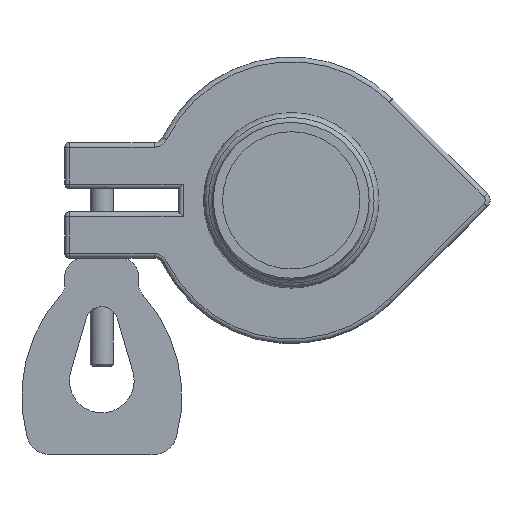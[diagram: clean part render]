
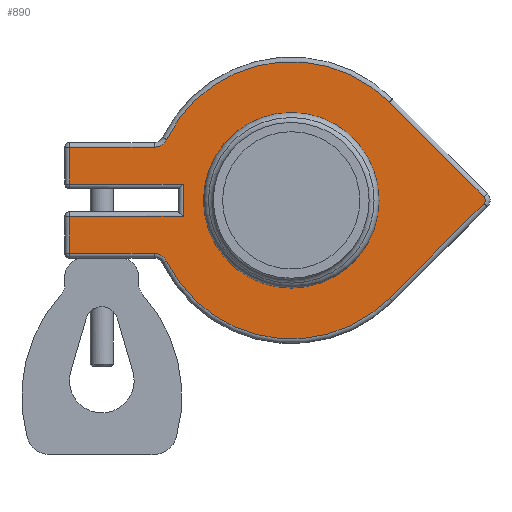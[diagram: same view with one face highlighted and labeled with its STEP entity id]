
A CAD part, front view. The second image highlights one B-rep face of the part: STEP entity #890.
In plain terms, the highlighted planar face has unit normal (0, -1, 0).
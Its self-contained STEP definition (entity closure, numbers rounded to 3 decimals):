
#188=CARTESIAN_POINT('',(-47.988,-9.0,3.5));
#189=VERTEX_POINT('',#188);
#207=CARTESIAN_POINT('',(-23.388,-9.0,3.5));
#208=VERTEX_POINT('',#207);
#216=CARTESIAN_POINT('',(-23.388,-9.0,3.5));
#217=DIRECTION('',(-1.0,0.0,0.0));
#218=VECTOR('',#217,24.6);
#219=LINE('',#216,#218);
#220=EDGE_CURVE('',#208,#189,#219,.T.);
#232=CARTESIAN_POINT('',(-47.988,-9.0,-3.5));
#233=VERTEX_POINT('',#232);
#241=CARTESIAN_POINT('',(-23.388,-9.0,-3.5));
#242=VERTEX_POINT('',#241);
#243=CARTESIAN_POINT('',(-47.988,-9.0,-3.5));
#244=DIRECTION('',(1.0,0.0,0.0));
#245=VECTOR('',#244,24.6);
#246=LINE('',#243,#245);
#247=EDGE_CURVE('',#233,#242,#246,.T.);
#279=CARTESIAN_POINT('',(-23.388,-9.0,-3.5));
#280=DIRECTION('',(0.0,0.0,1.0));
#281=VECTOR('',#280,7.0);
#282=LINE('',#279,#281);
#283=EDGE_CURVE('',#242,#208,#282,.T.);
#778=CARTESIAN_POINT('',(-5.396,-9.0,0.));
#779=DIRECTION('',(0.0,1.0,0.0));
#780=DIRECTION('',(0.0,0.0,1.0));
#781=AXIS2_PLACEMENT_3D('',#778,#779,#780);
#782=PLANE('',#781);
#783=ORIENTED_EDGE('',*,*,#247,.F.);
#784=CARTESIAN_POINT('',(-47.988,-9.0,-11.5));
#785=VERTEX_POINT('',#784);
#786=CARTESIAN_POINT('',(-47.988,-9.0,-11.5));
#787=DIRECTION('',(0.0,0.0,1.0));
#788=VECTOR('',#787,8.);
#789=LINE('',#786,#788);
#790=EDGE_CURVE('',#785,#233,#789,.T.);
#791=ORIENTED_EDGE('',*,*,#790,.F.);
#792=CARTESIAN_POINT('',(-29.644,-9.0,-11.5));
#793=VERTEX_POINT('',#792);
#794=CARTESIAN_POINT('',(-29.644,-9.0,-11.5));
#795=DIRECTION('',(-1.0,0.0,0.0));
#796=VECTOR('',#795,18.344);
#797=LINE('',#794,#796);
#798=EDGE_CURVE('',#793,#785,#797,.T.);
#799=ORIENTED_EDGE('',*,*,#798,.F.);
#800=CARTESIAN_POINT('',(-26.949,-9.0,-13.182));
#801=VERTEX_POINT('',#800);
#802=CARTESIAN_POINT('',(-29.644,-9.0,-14.5));
#803=DIRECTION('',(0.0,-1.0,0.0));
#804=DIRECTION('',(0.529,0.0,0.848));
#805=AXIS2_PLACEMENT_3D('',#802,#803,#804);
#806=CIRCLE('',#805,3.);
#807=EDGE_CURVE('',#801,#793,#806,.T.);
#808=ORIENTED_EDGE('',*,*,#807,.F.);
#809=CARTESIAN_POINT('',(21.213,-9.0,-21.213));
#810=VERTEX_POINT('',#809);
#811=CARTESIAN_POINT('',(0.0,-9.0,0.0));
#812=DIRECTION('',(0.0,1.0,0.0));
#813=DIRECTION('',(-0.164,0.0,-0.986));
#814=AXIS2_PLACEMENT_3D('',#811,#812,#813);
#815=CIRCLE('',#814,30.);
#816=EDGE_CURVE('',#810,#801,#815,.T.);
#817=ORIENTED_EDGE('',*,*,#816,.F.);
#818=CARTESIAN_POINT('',(41.719,-9.0,-0.707));
#819=VERTEX_POINT('',#818);
#820=CARTESIAN_POINT('',(41.719,-9.0,-0.707));
#821=DIRECTION('',(-0.707,0.0,-0.707));
#822=VECTOR('',#821,29.);
#823=LINE('',#820,#822);
#824=EDGE_CURVE('',#819,#810,#823,.T.);
#825=ORIENTED_EDGE('',*,*,#824,.F.);
#826=CARTESIAN_POINT('',(41.719,-9.0,0.707));
#827=VERTEX_POINT('',#826);
#828=CARTESIAN_POINT('',(41.012,-9.0,0.));
#829=DIRECTION('',(0.0,1.0,0.0));
#830=DIRECTION('',(1.0,0.0,0.0));
#831=AXIS2_PLACEMENT_3D('',#828,#829,#830);
#832=CIRCLE('',#831,1.);
#833=EDGE_CURVE('',#827,#819,#832,.T.);
#834=ORIENTED_EDGE('',*,*,#833,.F.);
#835=CARTESIAN_POINT('',(21.213,-9.0,21.213));
#836=VERTEX_POINT('',#835);
#837=CARTESIAN_POINT('',(21.213,-9.0,21.213));
#838=DIRECTION('',(0.707,0.0,-0.707));
#839=VECTOR('',#838,29.);
#840=LINE('',#837,#839);
#841=EDGE_CURVE('',#836,#827,#840,.T.);
#842=ORIENTED_EDGE('',*,*,#841,.F.);
#843=CARTESIAN_POINT('',(-26.949,-9.0,13.182));
#844=VERTEX_POINT('',#843);
#845=CARTESIAN_POINT('',(0.0,-9.0,0.0));
#846=DIRECTION('',(0.0,1.0,0.0));
#847=DIRECTION('',(-0.164,0.0,0.986));
#848=AXIS2_PLACEMENT_3D('',#845,#846,#847);
#849=CIRCLE('',#848,30.0);
#850=EDGE_CURVE('',#844,#836,#849,.T.);
#851=ORIENTED_EDGE('',*,*,#850,.F.);
#852=CARTESIAN_POINT('',(-29.644,-9.0,11.5));
#853=VERTEX_POINT('',#852);
#854=CARTESIAN_POINT('',(-29.644,-9.0,14.5));
#855=DIRECTION('',(0.0,-1.0,0.0));
#856=DIRECTION('',(0.529,0.0,-0.848));
#857=AXIS2_PLACEMENT_3D('',#854,#855,#856);
#858=CIRCLE('',#857,3.);
#859=EDGE_CURVE('',#853,#844,#858,.T.);
#860=ORIENTED_EDGE('',*,*,#859,.F.);
#861=CARTESIAN_POINT('',(-47.988,-9.0,11.5));
#862=VERTEX_POINT('',#861);
#863=CARTESIAN_POINT('',(-47.988,-9.0,11.5));
#864=DIRECTION('',(1.0,0.0,0.0));
#865=VECTOR('',#864,18.344);
#866=LINE('',#863,#865);
#867=EDGE_CURVE('',#862,#853,#866,.T.);
#868=ORIENTED_EDGE('',*,*,#867,.F.);
#869=CARTESIAN_POINT('',(-47.988,-9.0,3.5));
#870=DIRECTION('',(0.0,0.0,1.0));
#871=VECTOR('',#870,8.);
#872=LINE('',#869,#871);
#873=EDGE_CURVE('',#189,#862,#872,.T.);
#874=ORIENTED_EDGE('',*,*,#873,.F.);
#875=ORIENTED_EDGE('',*,*,#220,.F.);
#876=ORIENTED_EDGE('',*,*,#283,.F.);
#877=EDGE_LOOP('',(#783,#791,#799,#808,#817,#825,#834,#842,#851,#860,#868,#874,#875,#876));
#878=FACE_OUTER_BOUND('',#877,.T.);
#879=CARTESIAN_POINT('',(19.0,-9.0,0.));
#880=VERTEX_POINT('',#879);
#881=CARTESIAN_POINT('',(0.0,-9.0,0.0));
#882=DIRECTION('',(0.0,1.0,0.0));
#883=DIRECTION('',(-1.0,0.0,0.0));
#884=AXIS2_PLACEMENT_3D('',#881,#882,#883);
#885=CIRCLE('',#884,19.0);
#886=EDGE_CURVE('',#880,#880,#885,.T.);
#887=ORIENTED_EDGE('',*,*,#886,.T.);
#888=EDGE_LOOP('',(#887));
#889=FACE_BOUND('',#888,.T.);
#890=ADVANCED_FACE('',(#878,#889),#782,.F.);
